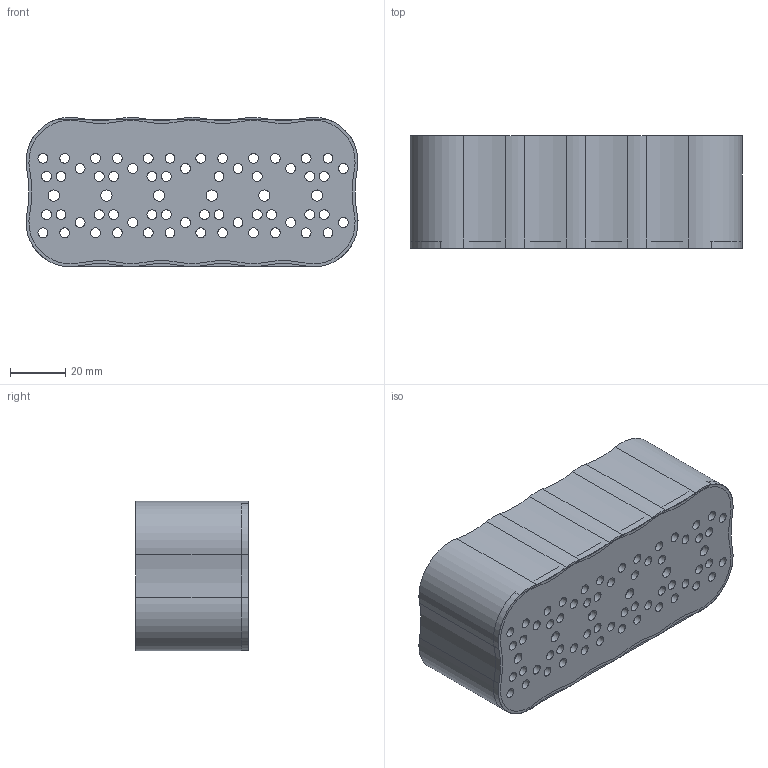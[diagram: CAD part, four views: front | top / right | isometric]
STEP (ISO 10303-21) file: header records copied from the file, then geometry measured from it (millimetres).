
FILE_DESCRIPTION(/* description */ (''),/* implementation_level */ '2;1');
FILE_NAME(/* name */ 'Battery Holder.step',/* time_stamp */ '2019-10-31T18:01:44-07:00',/* author */ (''),/* organization */ (''),/* preprocessor_version */ 'ST-DEVELOPER v18',/* originating_system */ 'Autodesk Translation Framework v8.9.1.1155',/* authorisation */ '');
FILE_SCHEMA (('AUTOMOTIVE_DESIGN { 1 0 10303 214 3 1 1 }'));
Length unit declared in the file: millimetre
Products named in the file (2): Battery Holder; Battery Holder_1
Assembly tree (1 placements, depth 2):
  Battery Holder
    Battery Holder_1
Bounding box: 120.13 x 40.64 x 54.11 mm (x, y, z)
Volume: 27729.6 mm3; surface area: 40282.3 mm2
Topology: 2 solids, 2 shells, 116 faces, 336 edges, 224 vertices
Faces by surface type: cylinder 110, plane 6
Full cylindrical faces by diameter (mm): 3.556 x58, 4.064 x6
Entity records: 4272 total; most frequent: DIRECTION 794, CARTESIAN_POINT 679, ORIENTED_EDGE 672, AXIS2_PLACEMENT_3D 339, EDGE_CURVE 336, EDGE_LOOP 246, VERTEX_POINT 224, CIRCLE 220
